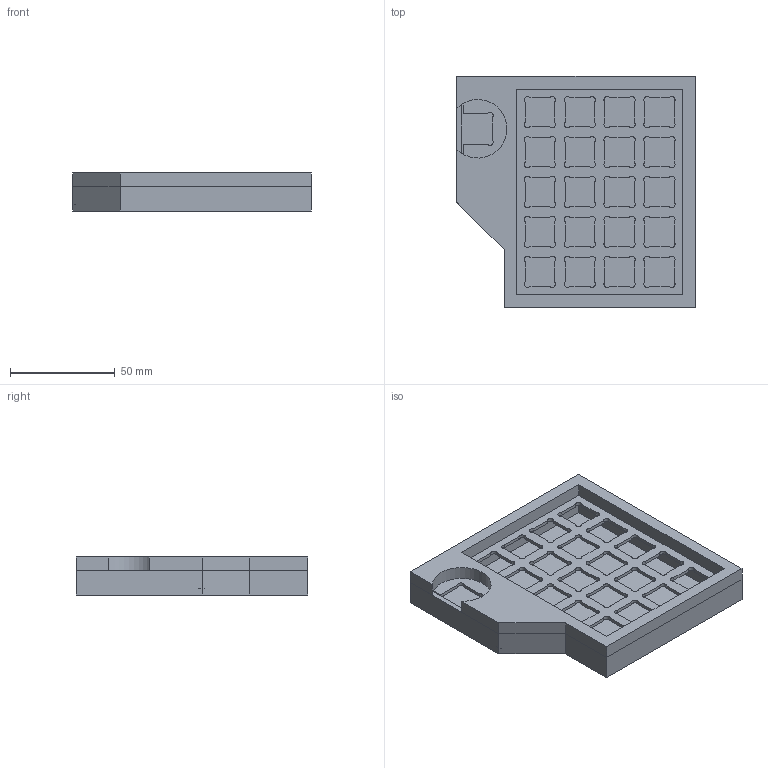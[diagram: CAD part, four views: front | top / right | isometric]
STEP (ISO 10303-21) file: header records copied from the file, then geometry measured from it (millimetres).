
FILE_DESCRIPTION(/* description */ (''),/* implementation_level */ '2;1');
FILE_NAME(/* name */ 'numpad_slice_continuous v12.step',/* time_stamp */ '2020-05-09T11:39:15-07:00',/* author */ (''),/* organization */ (''),/* preprocessor_version */ 'ST-DEVELOPER v18.1',/* originating_system */ 'Autodesk Translation Framework v9.2.0.1227',/* authorisation */ '');
FILE_SCHEMA (('AUTOMOTIVE_DESIGN { 1 0 10303 214 3 1 1 }'));
Length unit declared in the file: millimetre
Products named in the file (4): numpad_slice_continuous; body; plate; top
Assembly tree (3 placements, depth 2):
  numpad_slice_continuous
    body
    plate
    top
Bounding box: 114 x 110.43 x 18.18 mm (x, y, z)
Volume: 65771.2 mm3; surface area: 60511.4 mm2
Topology: 3 solids, 3 shells, 244 faces, 712 edges, 479 vertices
Faces by surface type: plane 145, cylinder 99
Full cylindrical faces by diameter (mm): 3 x5, 4.394 x5, 4.9 x5
Entity records: 8382 total; most frequent: CARTESIAN_POINT 1442, DIRECTION 1437, ORIENTED_EDGE 1424, EDGE_CURVE 712, LINE 489, VECTOR 489, VERTEX_POINT 479, AXIS2_PLACEMENT_3D 474
